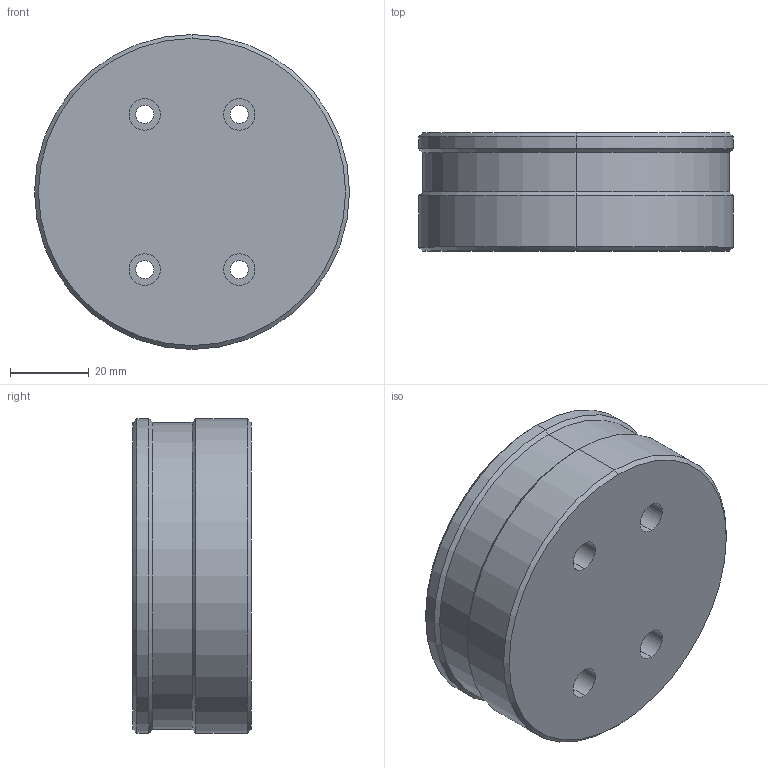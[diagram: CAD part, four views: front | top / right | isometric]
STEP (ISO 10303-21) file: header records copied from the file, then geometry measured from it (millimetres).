
FILE_DESCRIPTION (( 'STEP AP203' ), '1' );
FILE_NAME ('corps 40cmd8s.STEP', '2021-10-12T08:52:13', ( '' ), ( '' ), 'SwSTEP 2.0', 'SolidWorks 2017', '' );
FILE_SCHEMA (( 'CONFIG_CONTROL_DESIGN' ));
Length unit declared in the file: millimetre
Products named in the file (1): corps 40cmd8s
Bounding box: 80 x 30 x 80 mm (x, y, z)
Volume: 107417.6 mm3; surface area: 21495.4 mm2
Topology: 1 solids, 1 shells, 45 faces, 102 edges, 64 vertices
Faces by surface type: cylinder 26, plane 11, cone 8
Entity records: 1369 total; most frequent: DIRECTION 250, CARTESIAN_POINT 212, ORIENTED_EDGE 204, AXIS2_PLACEMENT_3D 102, EDGE_CURVE 102, VERTEX_POINT 64, EDGE_LOOP 58, CIRCLE 56
